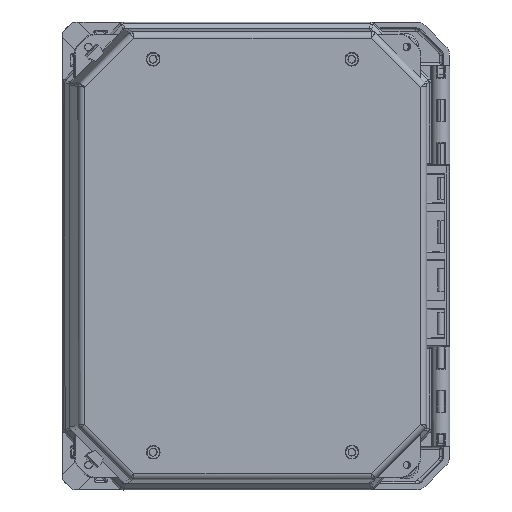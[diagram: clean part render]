
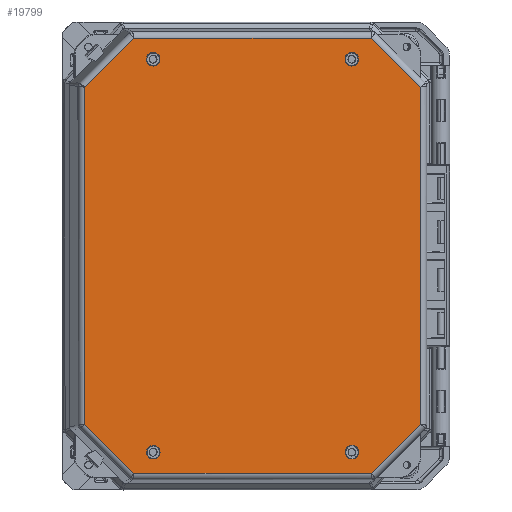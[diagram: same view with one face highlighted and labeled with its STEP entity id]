
A CAD part, top view. The second image highlights one B-rep face of the part: STEP entity #19799.
In plain terms, the highlighted face is planar.
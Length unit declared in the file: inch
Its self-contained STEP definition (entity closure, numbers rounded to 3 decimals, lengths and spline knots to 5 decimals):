
#395 = DIRECTION ( 'NONE',  ( 0., -1., -0.017 ) ) ;
#1225 = AXIS2_PLACEMENT_3D ( 'NONE', #26129, #51806, #33184 ) ;
#1697 = LINE ( 'NONE', #60903, #81238 ) ;
#2644 = LINE ( 'NONE', #23382, #20062 ) ;
#2904 = VERTEX_POINT ( 'NONE', #58686 ) ;
#5362 = ORIENTED_EDGE ( 'NONE', *, *, #80110, .T. ) ;
#6164 = EDGE_CURVE ( 'NONE', #27116, #24396, #47401, .T. ) ;
#6306 = DIRECTION ( 'NONE',  ( 0.017, -0.017, 1. ) ) ;
#6415 = LINE ( 'NONE', #60330, #50598 ) ;
#6644 = DIRECTION ( 'NONE',  ( 0.017, -0.017, 1. ) ) ;
#6744 = DIRECTION ( 'NONE',  ( 0.707, -0.707, -0.025 ) ) ;
#7173 = CARTESIAN_POINT ( 'NONE',  ( -4.76685, 0.06258, -4.22739 ) ) ;
#7210 = PLANE ( 'NONE',  #62571 ) ;
#7325 = EDGE_CURVE ( 'NONE', #71467, #2904, #67666, .T. ) ;
#7451 = EDGE_LOOP ( 'NONE', ( #35674, #5362, #72110, #59398, #84063, #27630, #72167, #56797 ) ) ;
#7910 = DIRECTION ( 'NONE',  ( -1., 0., 0.017 ) ) ;
#8487 = CIRCLE ( 'NONE', #52304, 0.136 ) ;
#10367 = CARTESIAN_POINT ( 'NONE',  ( -0.63148, 0.06383, -4.29956 ) ) ;
#10987 = ORIENTED_EDGE ( 'NONE', *, *, #56353, .T. ) ;
#10995 = CARTESIAN_POINT ( 'NONE',  ( 0.61177, 7.40868, -4.19308 ) ) ;
#10997 = DIRECTION ( 'NONE',  ( 0., 1., 0.017 ) ) ;
#11501 = CARTESIAN_POINT ( 'NONE',  ( -0.76746, 7.96859, -4.15923 ) ) ;
#11637 = ORIENTED_EDGE ( 'NONE', *, *, #20643, .T. ) ;
#13309 = DIRECTION ( 'NONE',  ( 1., 0., -0.017 ) ) ;
#13844 = EDGE_CURVE ( 'NONE', #54879, #65061, #25564, .T. ) ;
#15287 = CARTESIAN_POINT ( 'NONE',  ( -4.76685, 8.10335, -4.08705 ) ) ;
#16179 = EDGE_CURVE ( 'NONE', #2904, #50718, #20003, .T. ) ;
#17011 = VERTEX_POINT ( 'NONE', #86254 ) ;
#17387 = VERTEX_POINT ( 'NONE', #47269 ) ;
#19567 = DIRECTION ( 'NONE',  ( 1., 0., -0.017 ) ) ;
#19799 = ADVANCED_FACE ( 'NONE', ( #41649, #68626, #27082, #54070, #80563 ), #7210, .T. ) ;
#20003 = LINE ( 'NONE', #31938, #82050 ) ;
#20062 = VECTOR ( 'NONE', #30008, 39.37008 ) ;
#20643 = EDGE_CURVE ( 'NONE', #24396, #27116, #21780, .T. ) ;
#21513 = CARTESIAN_POINT ( 'NONE',  ( -4.76685, 7.83139, -4.0918 ) ) ;
#21780 = CIRCLE ( 'NONE', #48575, 0.136 ) ;
#22624 = VERTEX_POINT ( 'NONE', #41557 ) ;
#22933 = EDGE_CURVE ( 'NONE', #50718, #30086, #1697, .T. ) ;
#23146 = CARTESIAN_POINT ( 'NONE',  ( -0.76746, 7.96859, -4.15923 ) ) ;
#23309 = ORIENTED_EDGE ( 'NONE', *, *, #82830, .T. ) ;
#23382 = CARTESIAN_POINT ( 'NONE',  ( 0.61177, 0.62454, -4.31148 ) ) ;
#23878 = VERTEX_POINT ( 'NONE', #49640 ) ;
#24396 = VERTEX_POINT ( 'NONE', #15287 ) ;
#25564 = CIRCLE ( 'NONE', #50998, 0.136 ) ;
#25635 = DIRECTION ( 'NONE',  ( 0.017, -0.017, 1. ) ) ;
#25863 = DIRECTION ( 'NONE',  ( 0.707, 0.707, 0. ) ) ;
#26129 = CARTESIAN_POINT ( 'NONE',  ( -0.76746, 0.06379, -4.29718 ) ) ;
#27082 = FACE_BOUND ( 'NONE', #71553, .T. ) ;
#27116 = VERTEX_POINT ( 'NONE', #21513 ) ;
#27630 = ORIENTED_EDGE ( 'NONE', *, *, #48923, .T. ) ;
#27737 = VECTOR ( 'NONE', #13309, 39.37008 ) ;
#28394 = DIRECTION ( 'NONE',  ( -0.017, 0.017, -1. ) ) ;
#28589 = EDGE_LOOP ( 'NONE', ( #55616, #11637 ) ) ;
#28992 = CARTESIAN_POINT ( 'NONE',  ( -0.76746, 7.83261, -4.1616 ) ) ;
#29155 = DIRECTION ( 'NONE',  ( 0.017, -0.017, 1. ) ) ;
#29493 = DIRECTION ( 'NONE',  ( 0.017, -0.017, 1. ) ) ;
#29736 = VERTEX_POINT ( 'NONE', #10367 ) ;
#30008 = DIRECTION ( 'NONE',  ( -0.707, -0.707, 0. ) ) ;
#30086 = VERTEX_POINT ( 'NONE', #86241 ) ;
#30200 = DIRECTION ( 'NONE',  ( 0.017, -0.017, 1. ) ) ;
#31428 = VERTEX_POINT ( 'NONE', #68112 ) ;
#31710 = CIRCLE ( 'NONE', #85318, 0.136 ) ;
#31938 = CARTESIAN_POINT ( 'NONE',  ( -0.37493, 8.39508, -4.15864 ) ) ;
#33184 = DIRECTION ( 'NONE',  ( 1., 0., -0.017 ) ) ;
#33461 = CARTESIAN_POINT ( 'NONE',  ( -4.76685, 0.06258, -4.22739 ) ) ;
#34147 = EDGE_CURVE ( 'NONE', #23878, #17387, #46847, .T. ) ;
#34158 = DIRECTION ( 'NONE',  ( -1., 0., 0.017 ) ) ;
#34218 = ORIENTED_EDGE ( 'NONE', *, *, #66104, .T. ) ;
#35674 = ORIENTED_EDGE ( 'NONE', *, *, #43427, .T. ) ;
#36116 = DIRECTION ( 'NONE',  ( 0., -1., -0.017 ) ) ;
#36285 = CARTESIAN_POINT ( 'NONE',  ( -4.76685, 7.96737, -4.08943 ) ) ;
#37305 = AXIS2_PLACEMENT_3D ( 'NONE', #23146, #30200, #43882 ) ;
#37465 = VECTOR ( 'NONE', #10997, 39.37008 ) ;
#39414 = EDGE_CURVE ( 'NONE', #17387, #73271, #82832, .T. ) ;
#40313 = EDGE_LOOP ( 'NONE', ( #64171, #76337 ) ) ;
#40529 = DIRECTION ( 'NONE',  ( 0.017, -0.017, 1. ) ) ;
#40920 = VECTOR ( 'NONE', #7910, 39.37008 ) ;
#41093 = CARTESIAN_POINT ( 'NONE',  ( -0.76746, 0.06379, -4.29718 ) ) ;
#41508 = CARTESIAN_POINT ( 'NONE',  ( -5.15938, 8.39362, -4.07514 ) ) ;
#41557 = CARTESIAN_POINT ( 'NONE',  ( -0.90344, 0.06375, -4.29481 ) ) ;
#41649 = FACE_OUTER_BOUND ( 'NONE', #7451, .T. ) ;
#42310 = CARTESIAN_POINT ( 'NONE',  ( -4.76685, 7.96737, -4.08943 ) ) ;
#43427 = EDGE_CURVE ( 'NONE', #73271, #31428, #51251, .T. ) ;
#43859 = ORIENTED_EDGE ( 'NONE', *, *, #53631, .T. ) ;
#43882 = DIRECTION ( 'NONE',  ( 0., -1., -0.017 ) ) ;
#45464 = CARTESIAN_POINT ( 'NONE',  ( -6.14607, 1.85742, -4.17198 ) ) ;
#46847 = LINE ( 'NONE', #73833, #40920 ) ;
#47163 = DIRECTION ( 'NONE',  ( 1., 0., -0.017 ) ) ;
#47269 = CARTESIAN_POINT ( 'NONE',  ( -5.15938, -0.36391, -4.22798 ) ) ;
#47401 = CIRCLE ( 'NONE', #85599, 0.136 ) ;
#47515 = DIRECTION ( 'NONE',  ( -0.707, 0.707, 0.025 ) ) ;
#48575 = AXIS2_PLACEMENT_3D ( 'NONE', #42310, #29493, #36116 ) ;
#48923 = EDGE_CURVE ( 'NONE', #30086, #23878, #2644, .T. ) ;
#49640 = CARTESIAN_POINT ( 'NONE',  ( -0.37493, -0.36246, -4.31148 ) ) ;
#50598 = VECTOR ( 'NONE', #25863, 39.37008 ) ;
#50718 = VERTEX_POINT ( 'NONE', #10995 ) ;
#50998 = AXIS2_PLACEMENT_3D ( 'NONE', #11501, #6644, #67615 ) ;
#51251 = LINE ( 'NONE', #45464, #37465 ) ;
#51806 = DIRECTION ( 'NONE',  ( 0.017, -0.017, 1. ) ) ;
#52304 = AXIS2_PLACEMENT_3D ( 'NONE', #41093, #29155, #55240 ) ;
#53631 = EDGE_CURVE ( 'NONE', #60474, #17011, #31710, .T. ) ;
#54070 = FACE_BOUND ( 'NONE', #58003, .T. ) ;
#54246 = CIRCLE ( 'NONE', #37305, 0.136 ) ;
#54879 = VERTEX_POINT ( 'NONE', #28992 ) ;
#55240 = DIRECTION ( 'NONE',  ( 1., 0., -0.017 ) ) ;
#55318 = EDGE_CURVE ( 'NONE', #65061, #54879, #54246, .T. ) ;
#55616 = ORIENTED_EDGE ( 'NONE', *, *, #6164, .T. ) ;
#56353 = EDGE_CURVE ( 'NONE', #17011, #60474, #83927, .T. ) ;
#56797 = ORIENTED_EDGE ( 'NONE', *, *, #39414, .T. ) ;
#58003 = EDGE_LOOP ( 'NONE', ( #10987, #43859 ) ) ;
#58686 = CARTESIAN_POINT ( 'NONE',  ( -0.37493, 8.39508, -4.15864 ) ) ;
#58698 = CARTESIAN_POINT ( 'NONE',  ( -0.76746, 8.10457, -4.15685 ) ) ;
#59398 = ORIENTED_EDGE ( 'NONE', *, *, #16179, .T. ) ;
#60330 = CARTESIAN_POINT ( 'NONE',  ( -6.14607, 7.40663, -4.07514 ) ) ;
#60474 = VERTEX_POINT ( 'NONE', #83030 ) ;
#60903 = CARTESIAN_POINT ( 'NONE',  ( 0.61177, 1.85948, -4.28992 ) ) ;
#62571 = AXIS2_PLACEMENT_3D ( 'NONE', #74831, #28394, #34158 ) ;
#64171 = ORIENTED_EDGE ( 'NONE', *, *, #13844, .T. ) ;
#65061 = VERTEX_POINT ( 'NONE', #58698 ) ;
#66104 = EDGE_CURVE ( 'NONE', #22624, #29736, #83077, .T. ) ;
#67156 = DIRECTION ( 'NONE',  ( 0., -1., -0.017 ) ) ;
#67615 = DIRECTION ( 'NONE',  ( 0., -1., -0.017 ) ) ;
#67666 = LINE ( 'NONE', #68100, #27737 ) ;
#68100 = CARTESIAN_POINT ( 'NONE',  ( -4.91439, 8.3937, -4.07941 ) ) ;
#68112 = CARTESIAN_POINT ( 'NONE',  ( -6.14607, 7.40663, -4.07514 ) ) ;
#68422 = AXIS2_PLACEMENT_3D ( 'NONE', #7173, #6306, #19567 ) ;
#68626 = FACE_BOUND ( 'NONE', #28589, .T. ) ;
#69617 = VECTOR ( 'NONE', #47515, 39.37008 ) ;
#71467 = VERTEX_POINT ( 'NONE', #41508 ) ;
#71553 = EDGE_LOOP ( 'NONE', ( #23309, #34218 ) ) ;
#72110 = ORIENTED_EDGE ( 'NONE', *, *, #7325, .T. ) ;
#72167 = ORIENTED_EDGE ( 'NONE', *, *, #34147, .T. ) ;
#73271 = VERTEX_POINT ( 'NONE', #73333 ) ;
#73333 = CARTESIAN_POINT ( 'NONE',  ( -6.14607, 0.62248, -4.19354 ) ) ;
#73833 = CARTESIAN_POINT ( 'NONE',  ( -4.91439, -0.36384, -4.23225 ) ) ;
#74831 = CARTESIAN_POINT ( 'NONE',  ( -4.91439, 1.8578, -4.19348 ) ) ;
#76337 = ORIENTED_EDGE ( 'NONE', *, *, #55318, .T. ) ;
#80110 = EDGE_CURVE ( 'NONE', #31428, #71467, #6415, .T. ) ;
#80563 = FACE_BOUND ( 'NONE', #40313, .T. ) ;
#81238 = VECTOR ( 'NONE', #395, 39.37008 ) ;
#82050 = VECTOR ( 'NONE', #6744, 39.37008 ) ;
#82830 = EDGE_CURVE ( 'NONE', #29736, #22624, #8487, .T. ) ;
#82832 = LINE ( 'NONE', #83270, #69617 ) ;
#83030 = CARTESIAN_POINT ( 'NONE',  ( -4.90283, 0.06253, -4.22501 ) ) ;
#83077 = CIRCLE ( 'NONE', #1225, 0.136 ) ;
#83270 = CARTESIAN_POINT ( 'NONE',  ( -5.15938, -0.36391, -4.22798 ) ) ;
#83927 = CIRCLE ( 'NONE', #68422, 0.136 ) ;
#84063 = ORIENTED_EDGE ( 'NONE', *, *, #22933, .T. ) ;
#85318 = AXIS2_PLACEMENT_3D ( 'NONE', #33461, #40529, #47163 ) ;
#85599 = AXIS2_PLACEMENT_3D ( 'NONE', #36285, #25635, #67156 ) ;
#86241 = CARTESIAN_POINT ( 'NONE',  ( 0.61177, 0.62454, -4.31148 ) ) ;
#86254 = CARTESIAN_POINT ( 'NONE',  ( -4.63087, 0.06262, -4.22976 ) ) ;
